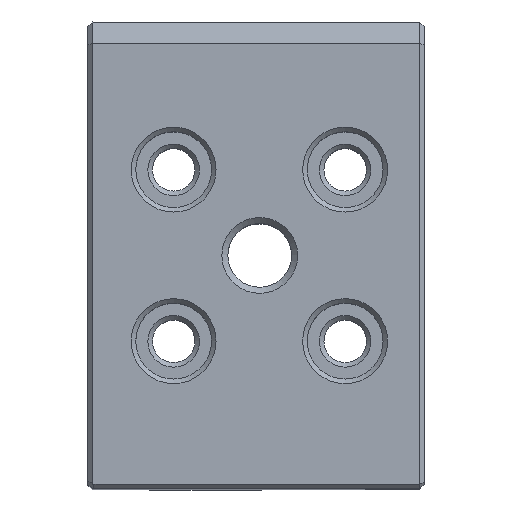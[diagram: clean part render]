
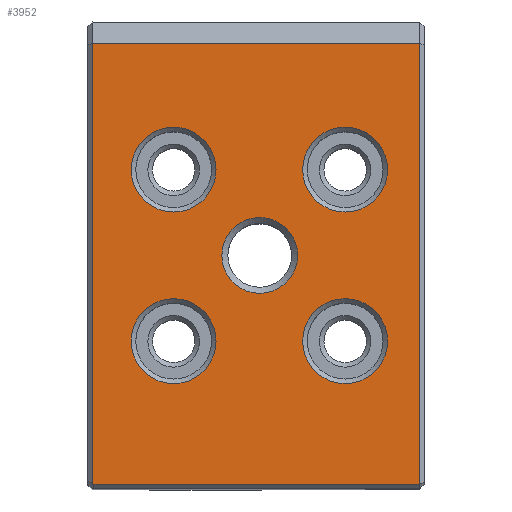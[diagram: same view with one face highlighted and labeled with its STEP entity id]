
A CAD part, top view. The second image highlights one B-rep face of the part: STEP entity #3952.
In plain terms, the highlighted planar face has unit normal (0, 0, 1).
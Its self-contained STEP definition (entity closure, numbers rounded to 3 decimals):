
#103=CIRCLE('',#4174,2.5);
#104=CIRCLE('',#4175,2.8);
#105=CIRCLE('',#4176,2.8);
#106=CIRCLE('',#4177,2.8);
#107=CIRCLE('',#4178,2.8);
#156=FACE_BOUND('',#678,.T.);
#157=FACE_BOUND('',#679,.T.);
#158=FACE_BOUND('',#680,.T.);
#159=FACE_BOUND('',#681,.T.);
#160=FACE_BOUND('',#682,.T.);
#435=FACE_OUTER_BOUND('',#677,.T.);
#677=EDGE_LOOP('',(#3230,#3231,#3232,#3233,#3234));
#678=EDGE_LOOP('',(#3235));
#679=EDGE_LOOP('',(#3236));
#680=EDGE_LOOP('',(#3237));
#681=EDGE_LOOP('',(#3238));
#682=EDGE_LOOP('',(#3239));
#1066=LINE('',#6730,#1463);
#1069=LINE('',#6736,#1466);
#1070=LINE('',#6738,#1467);
#1071=LINE('',#6739,#1468);
#1072=LINE('',#6740,#1469);
#1463=VECTOR('',#4818,21.59);
#1466=VECTOR('',#4823,0.07);
#1467=VECTOR('',#4824,21.547);
#1468=VECTOR('',#4825,29.1);
#1469=VECTOR('',#4826,29.044);
#1853=VERTEX_POINT('',#6728);
#1854=VERTEX_POINT('',#6729);
#1855=VERTEX_POINT('',#6734);
#1856=VERTEX_POINT('',#6735);
#1857=VERTEX_POINT('',#6737);
#1858=VERTEX_POINT('',#6741);
#1859=VERTEX_POINT('',#6743);
#1860=VERTEX_POINT('',#6745);
#1861=VERTEX_POINT('',#6747);
#1862=VERTEX_POINT('',#6749);
#2332=EDGE_CURVE('',#1853,#1854,#1066,.T.);
#2335=EDGE_CURVE('',#1855,#1856,#1069,.T.);
#2336=EDGE_CURVE('',#1856,#1857,#1070,.T.);
#2337=EDGE_CURVE('',#1857,#1853,#1071,.T.);
#2338=EDGE_CURVE('',#1854,#1855,#1072,.T.);
#2339=EDGE_CURVE('',#1858,#1858,#103,.T.);
#2340=EDGE_CURVE('',#1859,#1859,#104,.T.);
#2341=EDGE_CURVE('',#1860,#1860,#105,.T.);
#2342=EDGE_CURVE('',#1861,#1861,#106,.T.);
#2343=EDGE_CURVE('',#1862,#1862,#107,.T.);
#3230=ORIENTED_EDGE('',*,*,#2335,.T.);
#3231=ORIENTED_EDGE('',*,*,#2336,.T.);
#3232=ORIENTED_EDGE('',*,*,#2337,.T.);
#3233=ORIENTED_EDGE('',*,*,#2332,.T.);
#3234=ORIENTED_EDGE('',*,*,#2338,.T.);
#3235=ORIENTED_EDGE('',*,*,#2339,.F.);
#3236=ORIENTED_EDGE('',*,*,#2340,.T.);
#3237=ORIENTED_EDGE('',*,*,#2341,.T.);
#3238=ORIENTED_EDGE('',*,*,#2342,.T.);
#3239=ORIENTED_EDGE('',*,*,#2343,.T.);
#3775=PLANE('',#4173);
#3952=ADVANCED_FACE('',(#435,#156,#157,#158,#159,#160),#3775,.F.);
#4173=AXIS2_PLACEMENT_3D('',#6733,#4821,#4822);
#4174=AXIS2_PLACEMENT_3D('',#6742,#4827,#4828);
#4175=AXIS2_PLACEMENT_3D('',#6744,#4829,#4830);
#4176=AXIS2_PLACEMENT_3D('',#6746,#4831,#4832);
#4177=AXIS2_PLACEMENT_3D('',#6748,#4833,#4834);
#4178=AXIS2_PLACEMENT_3D('',#6750,#4835,#4836);
#4818=DIRECTION('',(-1.,0.,0.));
#4821=DIRECTION('center_axis',(0.,0.,-1.));
#4822=DIRECTION('ref_axis',(0.,1.,0.));
#4823=DIRECTION('',(0.608,-0.794,0.));
#4824=DIRECTION('',(1.,0.,0.));
#4825=DIRECTION('',(0.,1.,0.));
#4826=DIRECTION('',(0.,-1.,0.));
#4827=DIRECTION('center_axis',(0.,0.,1.));
#4828=DIRECTION('ref_axis',(1.,0.,0.));
#4829=DIRECTION('center_axis',(0.,0.,-1.));
#4830=DIRECTION('ref_axis',(1.,0.,0.));
#4831=DIRECTION('center_axis',(0.,0.,-1.));
#4832=DIRECTION('ref_axis',(1.,0.,0.));
#4833=DIRECTION('center_axis',(0.,0.,-1.));
#4834=DIRECTION('ref_axis',(1.,0.,0.));
#4835=DIRECTION('center_axis',(0.,0.,-1.));
#4836=DIRECTION('ref_axis',(1.,0.,0.));
#6728=CARTESIAN_POINT('',(12.95,14.,62.5));
#6729=CARTESIAN_POINT('',(-8.64,14.,62.5));
#6730=CARTESIAN_POINT('',(12.95,14.,62.5));
#6733=CARTESIAN_POINT('Origin',(46.778,-14.,62.5));
#6734=CARTESIAN_POINT('',(-8.64,-15.044,62.5));
#6735=CARTESIAN_POINT('',(-8.597,-15.1,62.5));
#6736=CARTESIAN_POINT('',(-8.64,-15.044,62.5));
#6737=CARTESIAN_POINT('',(12.95,-15.1,62.5));
#6738=CARTESIAN_POINT('',(-8.597,-15.1,62.5));
#6739=CARTESIAN_POINT('',(12.95,-15.1,62.5));
#6740=CARTESIAN_POINT('',(-8.64,14.,62.5));
#6741=CARTESIAN_POINT('',(-0.1,0.,62.5));
#6742=CARTESIAN_POINT('Origin',(2.4,0.,62.5));
#6743=CARTESIAN_POINT('',(-6.078,5.658,62.5));
#6744=CARTESIAN_POINT('Origin',(-3.278,5.658,62.5));
#6745=CARTESIAN_POINT('',(5.235,5.658,62.5));
#6746=CARTESIAN_POINT('Origin',(8.035,5.658,62.5));
#6747=CARTESIAN_POINT('',(-6.078,-5.655,62.5));
#6748=CARTESIAN_POINT('Origin',(-3.278,-5.655,62.5));
#6749=CARTESIAN_POINT('',(5.235,-5.655,62.5));
#6750=CARTESIAN_POINT('Origin',(8.035,-5.655,62.5));
